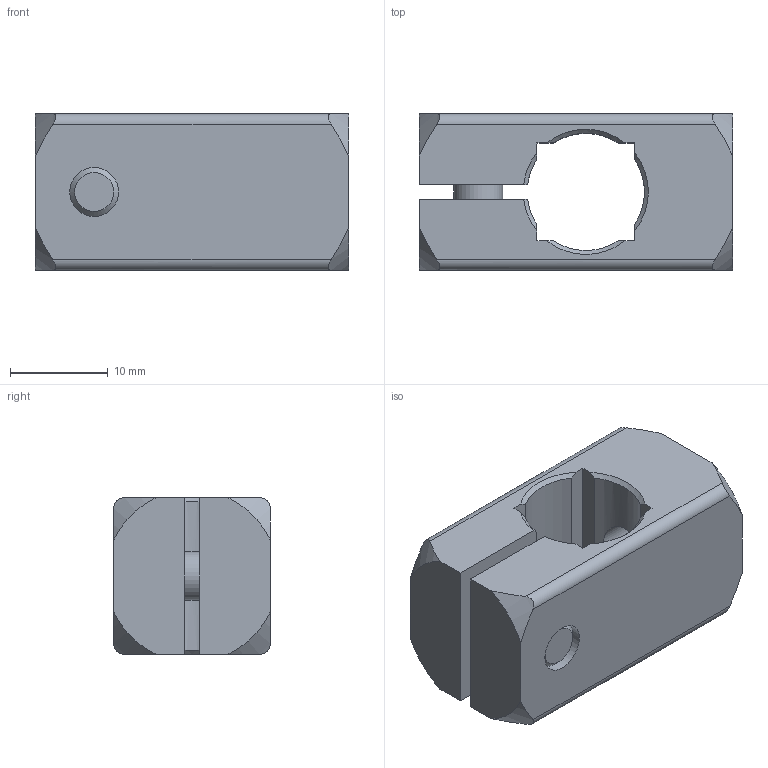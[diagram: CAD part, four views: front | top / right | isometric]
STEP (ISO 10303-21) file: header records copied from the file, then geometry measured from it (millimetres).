
FILE_DESCRIPTION(/* description */ ('STEP AP214'),/* implementation_level */ '2;1');
FILE_NAME(/* name */ 'ipf_z3d_AY000164.stp',/* time_stamp */ '2021-06-21T14:31:56+02:00',/* author */ ('g.aydin'),/* organization */ ('CADENAS'),/* preprocessor_version */ 'ST-DEVELOPER v18.1',/* originating_system */ 'Autodesk Inventor 2021',/* authorisation */ ' ');
FILE_SCHEMA (('AUTOMOTIVE_DESIGN { 1 0 10303 214 3 1 1 }'));
Length unit declared in the file: millimetre
Products named in the file (1): ipf_z3d_AY000164
Bounding box: 32 x 16 x 16 mm (x, y, z)
Volume: 5700.7 mm3; surface area: 3561.6 mm2
Topology: 1 solids, 1 shells, 61 faces, 172 edges, 117 vertices
Faces by surface type: plane 27, cone 20, cylinder 14
Full cylindrical faces by diameter (mm): 4.917 x1, 5 x2, 8.5 x1, 9 x1
Entity records: 2129 total; most frequent: CARTESIAN_POINT 566, ORIENTED_EDGE 344, DIRECTION 297, EDGE_CURVE 172, VERTEX_POINT 117, AXIS2_PLACEMENT_3D 109, LINE 79, VECTOR 79
